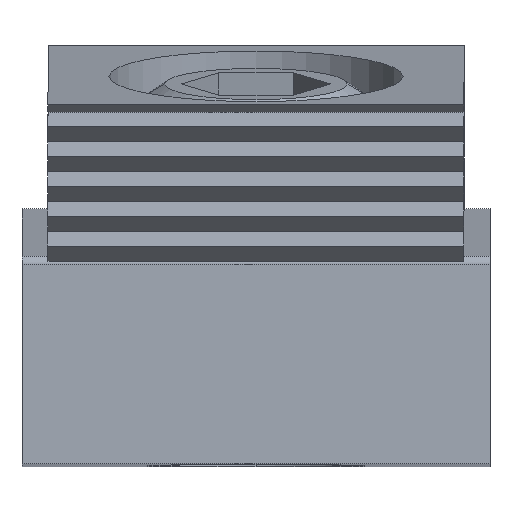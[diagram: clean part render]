
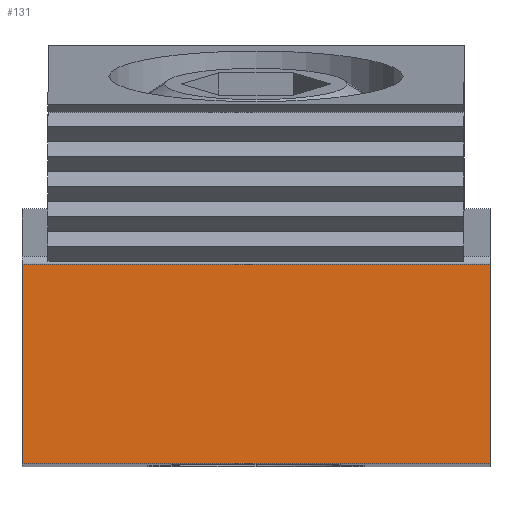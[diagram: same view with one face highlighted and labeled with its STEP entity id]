
A CAD part, top view. The second image highlights one B-rep face of the part: STEP entity #131.
In plain terms, the highlighted planar face has unit normal (0, 0, 1).
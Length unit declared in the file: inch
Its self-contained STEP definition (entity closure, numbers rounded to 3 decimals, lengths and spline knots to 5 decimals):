
#60 = VERTEX_POINT ( 'NONE', #2168 ) ;
#61 = EDGE_CURVE ( 'NONE', #60, #74, #2303, .T. ) ;
#74 = VERTEX_POINT ( 'NONE', #2271 ) ;
#119 = EDGE_CURVE ( 'NONE', #60, #125, #992, .T. ) ;
#125 = VERTEX_POINT ( 'NONE', #837 ) ;
#126 = ORIENTED_EDGE ( 'NONE', *, *, #119, .F. ) ;
#128 = ORIENTED_EDGE ( 'NONE', *, *, #129, .F. ) ;
#129 = EDGE_CURVE ( 'NONE', #125, #132, #922, .T. ) ;
#130 = EDGE_CURVE ( 'NONE', #74, #132, #924, .T. ) ;
#131 = ADVANCED_FACE ( 'NONE', ( #920 ), #997, .F. ) ;
#132 = VERTEX_POINT ( 'NONE', #999 ) ;
#138 = ORIENTED_EDGE ( 'NONE', *, *, #130, .T. ) ;
#143 = EDGE_LOOP ( 'NONE', ( #138, #128, #126, #169 ) ) ;
#169 = ORIENTED_EDGE ( 'NONE', *, *, #61, .T. ) ;
#786 = CARTESIAN_POINT ( 'NONE',  ( 0.5625, 0., 3.75 ) ) ;
#787 = DIRECTION ( 'NONE',  ( -1., 0., 0. ) ) ;
#788 = VECTOR ( 'NONE', #787, 39.37008 ) ;
#801 = DIRECTION ( 'NONE',  ( -1., 0., 0. ) ) ;
#837 = CARTESIAN_POINT ( 'NONE',  ( 0.5625, 0., 3.75 ) ) ;
#917 = DIRECTION ( 'NONE',  ( 0., 0., -1. ) ) ;
#920 = FACE_OUTER_BOUND ( 'NONE', #143, .T. ) ;
#921 = CARTESIAN_POINT ( 'NONE',  ( 0.5625, 0., 3.75 ) ) ;
#922 = LINE ( 'NONE', #921, #788 ) ;
#923 = CARTESIAN_POINT ( 'NONE',  ( -0.5625, 0., 3.75 ) ) ;
#924 = LINE ( 'NONE', #923, #1002 ) ;
#925 = DIRECTION ( 'NONE',  ( 0., -1., 0. ) ) ;
#926 = VECTOR ( 'NONE', #925, 39.37008 ) ;
#991 = CARTESIAN_POINT ( 'NONE',  ( 0.5625, 0., 3.75 ) ) ;
#992 = LINE ( 'NONE', #991, #926 ) ;
#997 = PLANE ( 'NONE',  #1000 ) ;
#999 = CARTESIAN_POINT ( 'NONE',  ( -0.5625, 0., 3.75 ) ) ;
#1000 = AXIS2_PLACEMENT_3D ( 'NONE', #786, #917, #801 ) ;
#1001 = DIRECTION ( 'NONE',  ( 0., -1., 0. ) ) ;
#1002 = VECTOR ( 'NONE', #1001, 39.37008 ) ;
#2168 = CARTESIAN_POINT ( 'NONE',  ( 0.5625, 0.48, 3.75 ) ) ;
#2271 = CARTESIAN_POINT ( 'NONE',  ( -0.5625, 0.48, 3.75 ) ) ;
#2300 = DIRECTION ( 'NONE',  ( -1., 0., 0. ) ) ;
#2301 = VECTOR ( 'NONE', #2300, 39.37008 ) ;
#2302 = CARTESIAN_POINT ( 'NONE',  ( 0.5625, 0.48, 3.75 ) ) ;
#2303 = LINE ( 'NONE', #2302, #2301 ) ;
